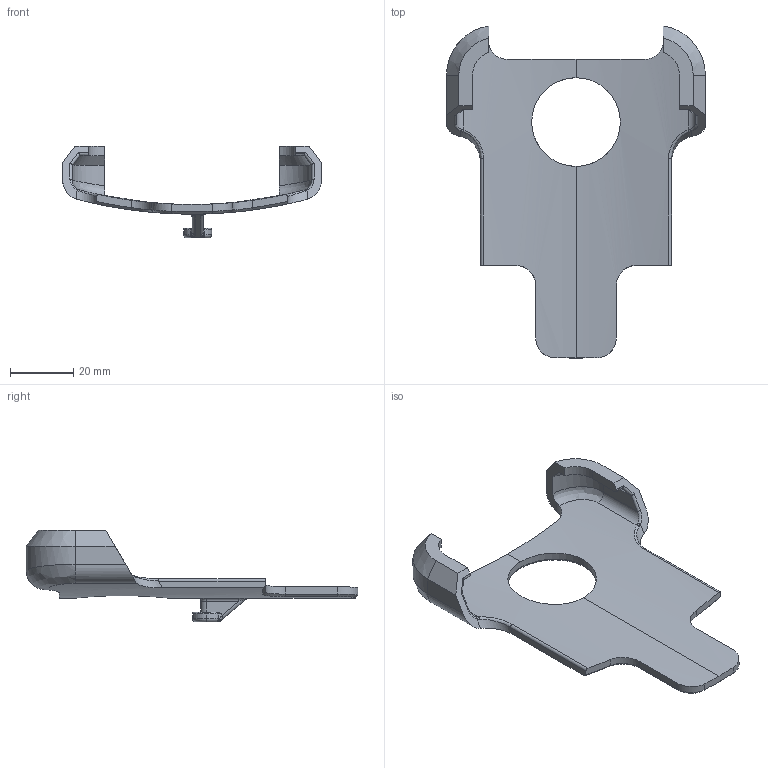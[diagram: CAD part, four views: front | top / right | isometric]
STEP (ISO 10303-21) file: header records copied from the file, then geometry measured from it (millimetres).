
FILE_DESCRIPTION (( 'STEP AP214' ), '1' );
FILE_NAME ('8699-16-330 rA.01 Phone Holder Top.STEP', '2017-02-09T20:10:33', ( 'George Riehm' ), ( 'Toshiba' ), 'SwSTEP 2.0', 'SolidWorks 2016', '' );
FILE_SCHEMA (( 'AUTOMOTIVE_DESIGN' ));
Length unit declared in the file: inch
Products named in the file (1): 8699-16-330 rA.01 Phone Holder Top
Bounding box: 81.58 x 104.7 x 28.96 mm (x, y, z)
Volume: 17745.9 mm3; surface area: 13033.7 mm2
Topology: 1 solids, 1 shells, 120 faces, 313 edges, 193 vertices
Faces by surface type: cylinder 45, plane 33, bspline 23, torus 10, cone 7, sphere 2
Entity records: 6151 total; most frequent: CARTESIAN_POINT 3417, ORIENTED_EDGE 626, DIRECTION 497, EDGE_CURVE 313, VERTEX_POINT 193, AXIS2_PLACEMENT_3D 189, ADVANCED_FACE 120, FACE_OUTER_BOUND 120
